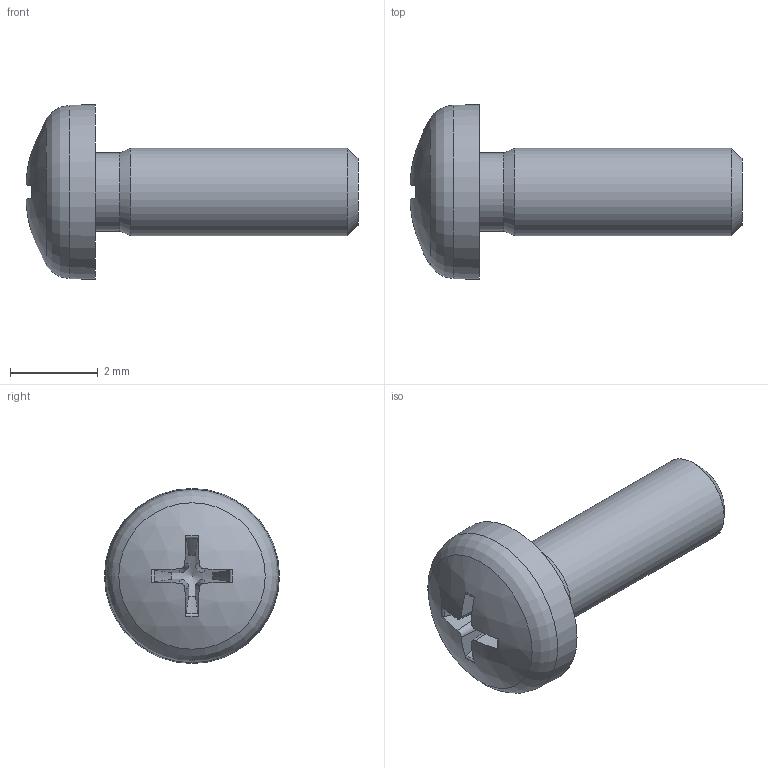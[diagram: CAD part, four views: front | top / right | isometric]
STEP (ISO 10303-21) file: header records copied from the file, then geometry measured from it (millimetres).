
FILE_DESCRIPTION(/* description */ ('Pan head with type H or type Z cross recess. Product grade A'),/* implementation_level */ '2;1');
FILE_NAME(/* name */ 'BS EN ISO 7045 H - Metric M2 x 6 - 4.8 - H_ipt_e1c13478.STEP',/* time_stamp */ '2022-06-02T14:50:17+03:00',/* author */ ('Sulieman DAHER'),/* organization */ (''),/* preprocessor_version */ 'ST-DEVELOPER v16.13',/* originating_system */ 'Autodesk Inventor 2018',/* authorisation */ '');
FILE_SCHEMA (('AUTOMOTIVE_DESIGN { 1 0 10303 214 3 1 1 }'));
Length unit declared in the file: millimetre
Products named in the file (1): EN ISO 7045 - M2 x 6 - 4.8 - H
Bounding box: 7.59 x 4 x 4 mm (x, y, z)
Volume: 33.1 mm3; surface area: 78.2 mm2
Topology: 1 solids, 1 shells, 30 faces, 76 edges, 49 vertices
Faces by surface type: cone 12, plane 10, torus 5, cylinder 2, sphere 1
Full cylindrical faces by diameter (mm): 1.783 x1, 2 x1
Entity records: 951 total; most frequent: CARTESIAN_POINT 215, DIRECTION 158, ORIENTED_EDGE 136, AXIS2_PLACEMENT_3D 71, EDGE_CURVE 68, VERTEX_POINT 48, EDGE_LOOP 38, FACE_OUTER_BOUND 30
